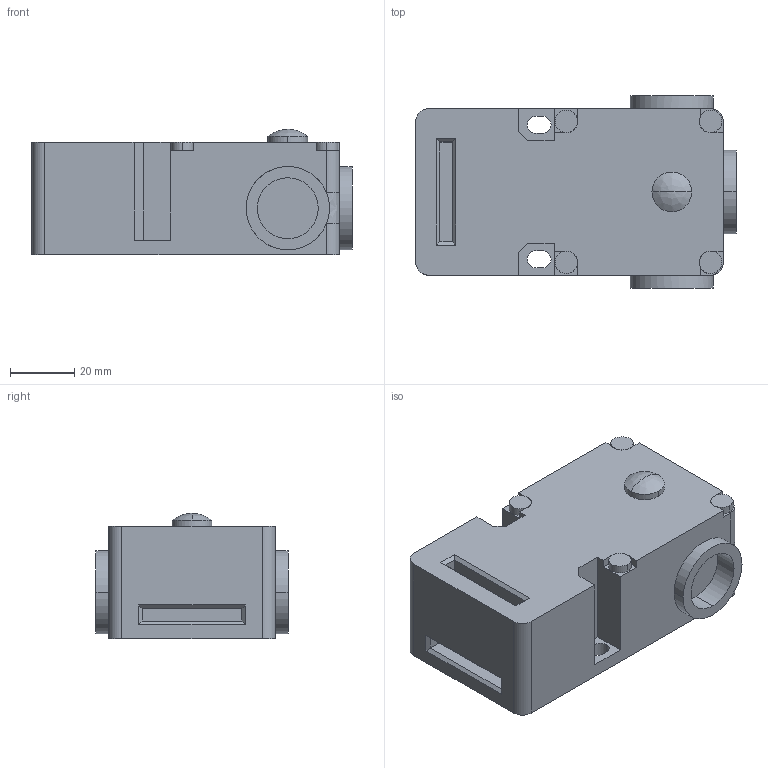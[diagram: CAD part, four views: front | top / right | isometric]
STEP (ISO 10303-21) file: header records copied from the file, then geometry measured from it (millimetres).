
FILE_DESCRIPTION (( 'STEP AP203' ), '1' );
FILE_NAME ('OUTSIDE-HS2B-##4NB-#.STEP', '2014-04-18T10:11:41', ( 'IDEC' ), ( '' ), 'SwSTEP 2.0', 'SolidWorks 2012', '' );
FILE_SCHEMA (( 'CONFIG_CONTROL_DESIGN' ));
Length unit declared in the file: millimetre
Products named in the file (3): OUTSIDE-HS2B; OUTSIDE-HS1B-PL竤豬; OUTSIDE-HS2B-##4NB-#
Assembly tree (2 placements, depth 2):
  OUTSIDE-HS2B-##4NB-#
    OUTSIDE-HS2B
    OUTSIDE-HS1B-PL竤豬
Bounding box: 100 x 60 x 39.1 mm (x, y, z)
Volume: 161793.3 mm3; surface area: 27586.5 mm2
Topology: 2 solids, 2 shells, 114 faces, 300 edges, 195 vertices
Faces by surface type: plane 66, cylinder 44, bspline 4
Entity records: 3997 total; most frequent: CARTESIAN_POINT 806, DIRECTION 622, ORIENTED_EDGE 596, EDGE_CURVE 298, AXIS2_PLACEMENT_3D 215, VERTEX_POINT 195, VECTOR 192, LINE 192
